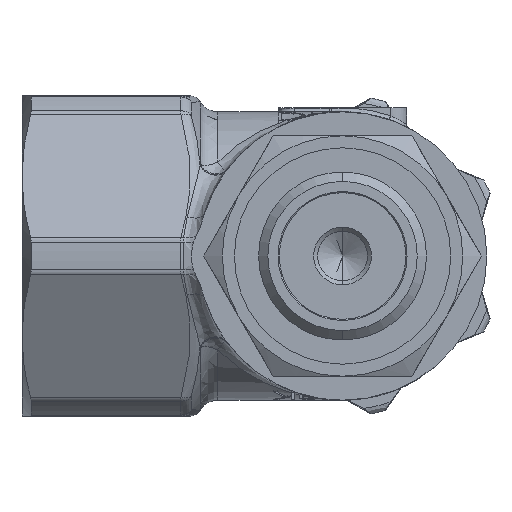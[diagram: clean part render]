
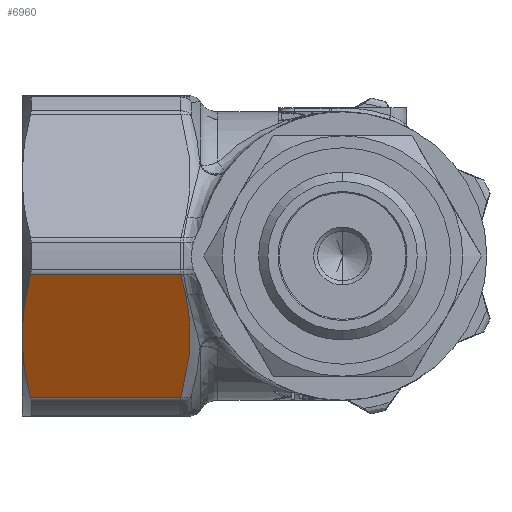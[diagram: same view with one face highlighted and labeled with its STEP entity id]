
A CAD part, front view. The second image highlights one B-rep face of the part: STEP entity #6960.
In plain terms, the highlighted planar face has unit normal (0, -0.866, -0.5).
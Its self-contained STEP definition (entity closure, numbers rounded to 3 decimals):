
#34 = CARTESIAN_POINT ( 'NONE',  ( -40., -11.821, -10. ) ) ;
#89 = EDGE_CURVE ( 'NONE', #19878, #14688, #16277, .T. ) ;
#304 = CARTESIAN_POINT ( 'NONE',  ( -20.175, -16.236, -2.351 ) ) ;
#940 = CARTESIAN_POINT ( 'NONE',  ( -20.175, -7.405, -17.649 ) ) ;
#1779 = DIRECTION ( 'NONE',  ( -1., 0., 0. ) ) ;
#1950 = DIRECTION ( 'NONE',  ( 0., 0.866, 0.5 ) ) ;
#2558 = VERTEX_POINT ( 'NONE', #24969 ) ;
#3067 = CARTESIAN_POINT ( 'NONE',  ( -39.263, -8.13, -16.392 ) ) ;
#4115 = VECTOR ( 'NONE', #1779, 1000. ) ;
#4523 = VERTEX_POINT ( 'NONE', #13689 ) ;
#4707 = CARTESIAN_POINT ( 'NONE',  ( -19.02, -12.171, -9.394 ) ) ;
#5015 = CARTESIAN_POINT ( 'NONE',  ( -19.146, -13.286, -7.462 ) ) ;
#6960 = ADVANCED_FACE ( 'NONE', ( #25558 ), #11797, .F. ) ;
#7332 = CARTESIAN_POINT ( 'NONE',  ( -19.023, -11.06, -11.317 ) ) ;
#7795 = CARTESIAN_POINT ( 'NONE',  ( -20.175, -7.405, -17.649 ) ) ;
#8043 = DIRECTION ( 'NONE',  ( 1., 0., 0. ) ) ;
#8317 = CARTESIAN_POINT ( 'NONE',  ( -20.175, -16.236, -2.351 ) ) ;
#8969 = CARTESIAN_POINT ( 'NONE',  ( -16.5, -6.047, -20. ) ) ;
#9126 = DIRECTION ( 'NONE',  ( 0., -0.5, 0.866 ) ) ;
#9219 = CARTESIAN_POINT ( 'NONE',  ( -39.535, -14.775, -4.883 ) ) ;
#9903 = CARTESIAN_POINT ( 'NONE',  ( -38.924, -7.405, -17.649 ) ) ;
#10529 = LINE ( 'NONE', #17767, #26749 ) ;
#11797 = PLANE ( 'NONE',  #14418 ) ;
#12184 = CARTESIAN_POINT ( 'NONE',  ( -19.222, -13.66, -6.814 ) ) ;
#12191 = EDGE_CURVE ( 'NONE', #14688, #4523, #23055, .T. ) ;
#13689 = CARTESIAN_POINT ( 'NONE',  ( -38.924, -16.236, -2.351 ) ) ;
#14418 = AXIS2_PLACEMENT_3D ( 'NONE', #8969, #1950, #9126 ) ;
#14478 = CARTESIAN_POINT ( 'NONE',  ( -19.813, -15.508, -3.612 ) ) ;
#14688 = VERTEX_POINT ( 'NONE', #8317 ) ;
#14866 = CARTESIAN_POINT ( 'NONE',  ( -39.534, -8.861, -15.125 ) ) ;
#15124 = ORIENTED_EDGE ( 'NONE', *, *, #24462, .T. ) ;
#15202 = EDGE_CURVE ( 'NONE', #19188, #19878, #10529, .T. ) ;
#16277 = B_SPLINE_CURVE_WITH_KNOTS ( 'NONE', 3,
 ( #7795, #28462, #17214, #16629, #7332, #4707, #26244, #5015, #12184, #21582, #14478, #304 ),
 .UNSPECIFIED., .F., .F.,
 ( 4, 2, 2, 2, 2, 4 ),
 ( 0., 0.004, 0.009, 0.011, 0.013, 0.018 ),
 .UNSPECIFIED. ) ;
#16331 = CARTESIAN_POINT ( 'NONE',  ( -38.924, -16.236, -2.351 ) ) ;
#16629 = CARTESIAN_POINT ( 'NONE',  ( -19.128, -10.324, -12.592 ) ) ;
#17167 = CARTESIAN_POINT ( 'NONE',  ( -39.976, -11.082, -11.279 ) ) ;
#17214 = CARTESIAN_POINT ( 'NONE',  ( -19.525, -8.859, -15.129 ) ) ;
#17767 = CARTESIAN_POINT ( 'NONE',  ( -20.175, -7.405, -17.649 ) ) ;
#18860 = B_SPLINE_CURVE_WITH_KNOTS ( 'NONE', 3,
 ( #19503, #28711, #17167, #19353, #26659, #14866, #3067, #9903 ),
 .UNSPECIFIED., .F., .F.,
 ( 4, 2, 2, 4 ),
 ( 0.009, 0.011, 0.013, 0.018 ),
 .UNSPECIFIED. ) ;
#19188 = VERTEX_POINT ( 'NONE', #30016 ) ;
#19353 = CARTESIAN_POINT ( 'NONE',  ( -39.882, -10.34, -12.564 ) ) ;
#19503 = CARTESIAN_POINT ( 'NONE',  ( -40., -11.821, -10. ) ) ;
#19738 = EDGE_CURVE ( 'NONE', #4523, #2558, #29970, .T. ) ;
#19878 = VERTEX_POINT ( 'NONE', #940 ) ;
#20277 = ORIENTED_EDGE ( 'NONE', *, *, #12191, .T. ) ;
#21437 = EDGE_LOOP ( 'NONE', ( #20277, #26248, #15124, #23941, #28981 ) ) ;
#21582 = CARTESIAN_POINT ( 'NONE',  ( -19.521, -14.774, -4.884 ) ) ;
#23055 = LINE ( 'NONE', #27898, #4115 ) ;
#23941 = ORIENTED_EDGE ( 'NONE', *, *, #15202, .T. ) ;
#24462 = EDGE_CURVE ( 'NONE', #2558, #19188, #18860, .T. ) ;
#24969 = CARTESIAN_POINT ( 'NONE',  ( -40., -11.821, -10. ) ) ;
#25558 = FACE_OUTER_BOUND ( 'NONE', #21437, .T. ) ;
#25809 = CARTESIAN_POINT ( 'NONE',  ( -40., -12.564, -8.713 ) ) ;
#26244 = CARTESIAN_POINT ( 'NONE',  ( -19.045, -12.542, -8.751 ) ) ;
#26248 = ORIENTED_EDGE ( 'NONE', *, *, #19738, .T. ) ;
#26659 = CARTESIAN_POINT ( 'NONE',  ( -39.811, -9.969, -13.208 ) ) ;
#26749 = VECTOR ( 'NONE', #8043, 1000. ) ;
#27898 = CARTESIAN_POINT ( 'NONE',  ( -40., -16.236, -2.351 ) ) ;
#28159 = CARTESIAN_POINT ( 'NONE',  ( -39.903, -13.303, -7.432 ) ) ;
#28462 = CARTESIAN_POINT ( 'NONE',  ( -19.814, -8.131, -16.391 ) ) ;
#28711 = CARTESIAN_POINT ( 'NONE',  ( -40., -11.452, -10.639 ) ) ;
#28981 = ORIENTED_EDGE ( 'NONE', *, *, #89, .T. ) ;
#29970 = B_SPLINE_CURVE_WITH_KNOTS ( 'NONE', 3,
 ( #16331, #30527, #9219, #28159, #25809, #34 ),
 .UNSPECIFIED., .F., .F.,
 ( 4, 2, 4 ),
 ( 0., 0.004, 0.009 ),
 .UNSPECIFIED. ) ;
#30016 = CARTESIAN_POINT ( 'NONE',  ( -38.924, -7.405, -17.649 ) ) ;
#30527 = CARTESIAN_POINT ( 'NONE',  ( -39.265, -15.507, -3.615 ) ) ;
